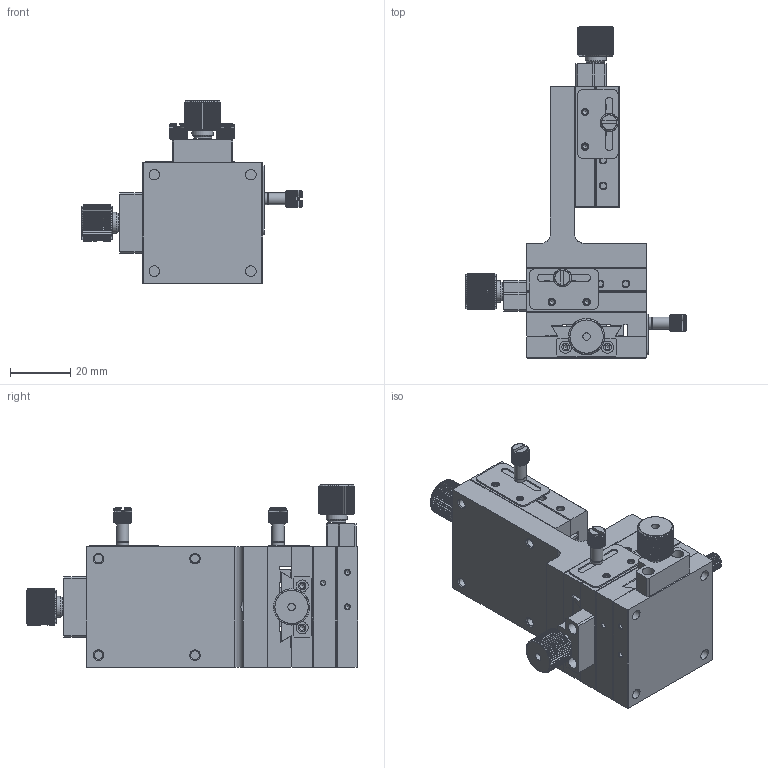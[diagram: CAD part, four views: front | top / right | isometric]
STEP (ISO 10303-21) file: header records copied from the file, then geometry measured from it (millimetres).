
FILE_DESCRIPTION (( 'STEP AP203' ), '1' );
FILE_NAME ('528842.STEP', '2024-10-16T06:25:31', ( 'Windows User' ), ( 'P R C' ), 'SwSTEP 2.0', 'SolidWorks 2020', '' );
FILE_SCHEMA (( 'CONFIG_CONTROL_DESIGN' ));
Products named in the file (1): 528842
Bounding box: 73 x 110 x 60.5 mm (x, y, z)
Volume: 97325.4 mm3; surface area: 55904.1 mm2
Topology: 10 solids, 13 shells, 2236 faces, 5110 edges, 2992 vertices
Faces by surface type: plane 964, cone 765, cylinder 504, bspline 3
Full cylindrical faces by diameter (mm): 1.567 x51, 2 x3, 2.013 x15, 2.459 x27, 2.5 x30, 2.85 x8, 3 x3, 3.242 x3, 3.5 x16, 4 x27, 5 x3, 6 x22, 7 x3
Entity records: 60116 total; most frequent: CARTESIAN_POINT 13649, DIRECTION 9488, ORIENTED_EDGE 9180, EDGE_CURVE 4590, AXIS2_PLACEMENT_3D 3931, VERTEX_POINT 2848, EDGE_LOOP 2836, FACE_OUTER_BOUND 2447
